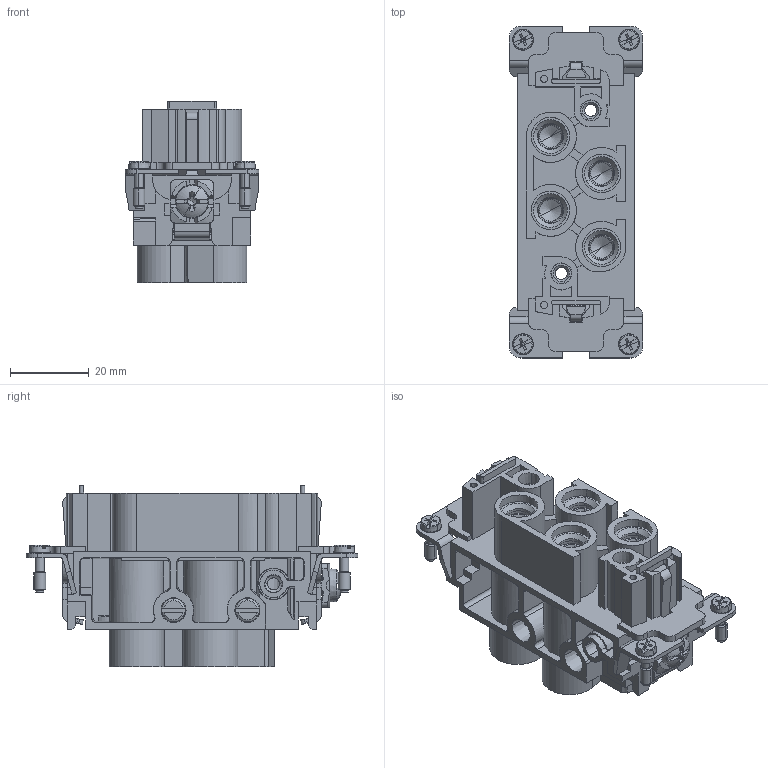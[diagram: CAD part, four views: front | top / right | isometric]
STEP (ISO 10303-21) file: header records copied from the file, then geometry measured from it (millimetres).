
FILE_DESCRIPTION(('CATIA V5 STEP Exchange','CAx-IF Rec.Pracs.--- Model Styling and Organization---1.5--- 2016-08-15','CAx-IF Rec.Pracs.---Supplemental Geometry---1.0---2011-11-01','CAx-IF Rec.Pracs.--- Composite Materials ---1.1---2010-07-15'),'2;1');
FILE_NAME ('13467171_4', '2025-02-13T12:08:36+00:00', ('none'), ('Weidmueller'), 'CATIA Version 5-6 Release 2022 SP4 HF5', 'CATIA V5 STEP AP214 v3', 'none');
FILE_SCHEMA(('AUTOMOTIVE_DESIGN { 1 0 10303 214 1 1 1 1 }'));
Products named in the file (1): 1023210000
Bounding box: 34 x 84.5 x 46.2 mm (x, y, z)
Volume: 36050.4 mm3; surface area: 40860.4 mm2
Topology: 1 solids, 1 shells, 1739 faces, 4939 edges, 3195 vertices
Faces by surface type: plane 1037, cylinder 325, cone 243, torus 88, bspline 44, revolution 2
Entity records: 56129 total; most frequent: CARTESIAN_POINT 15745, ORIENTED_EDGE 9826, DIRECTION 6025, EDGE_CURVE 4913, VERTEX_POINT 3195, VECTOR 2577, LINE 2577, AXIS2_PLACEMENT_3D 2345
